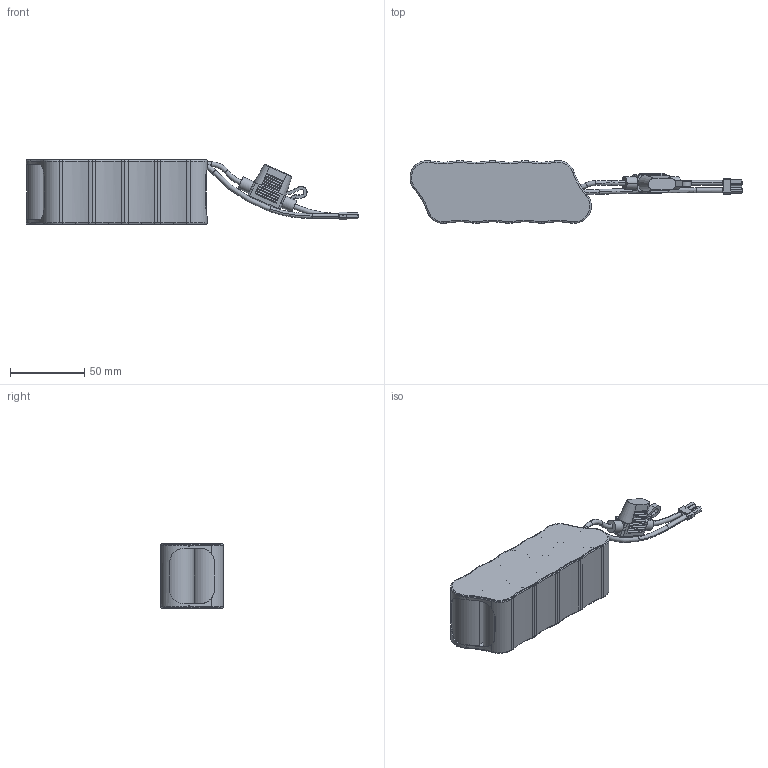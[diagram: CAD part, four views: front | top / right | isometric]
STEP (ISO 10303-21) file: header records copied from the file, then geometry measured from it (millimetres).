
FILE_DESCRIPTION (( 'STEP AP203' ), '1' );
FILE_NAME ('3100-0012-0020 part.STEP', '2018-08-08T16:08:57', ( '' ), ( '' ), 'SwSTEP 2.0', 'SolidWorks 2016', '' );
FILE_SCHEMA (( 'CONFIG_CONTROL_DESIGN' ));
Length unit declared in the file: millimetre
Products named in the file (1): 3100-0012-0020 part
Bounding box: 223.99 x 42.38 x 43.59 mm (x, y, z)
Volume: 180200 mm3; surface area: 80503.8 mm2
Topology: 11 solids, 12 shells, 484 faces, 1213 edges, 741 vertices
Faces by surface type: cylinder 212, plane 161, torus 74, bspline 25, cone 6, sphere 6
Entity records: 15960 total; most frequent: CARTESIAN_POINT 4311, DIRECTION 2554, ORIENTED_EDGE 2386, EDGE_CURVE 1193, AXIS2_PLACEMENT_3D 1010, VERTEX_POINT 741, CIRCLE 550, LINE 534
